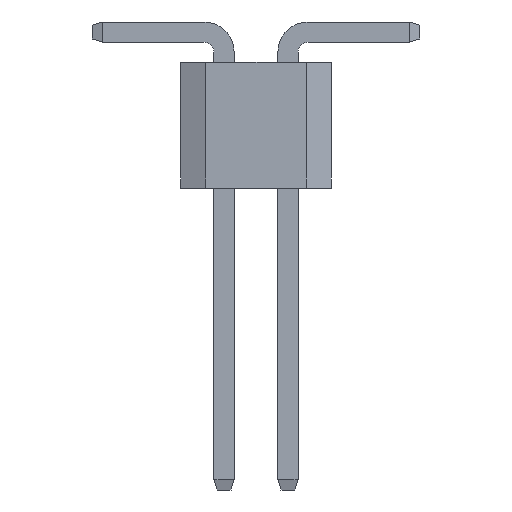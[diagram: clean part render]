
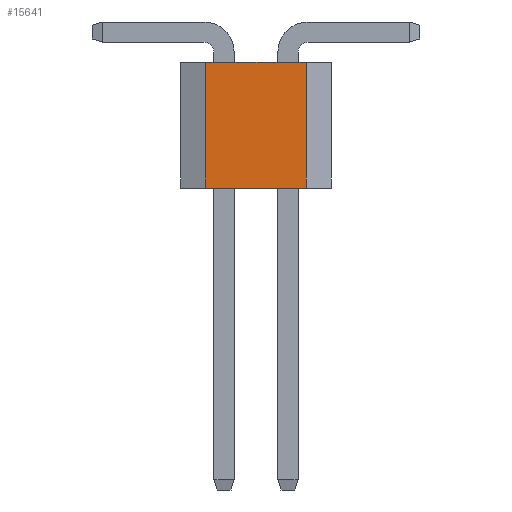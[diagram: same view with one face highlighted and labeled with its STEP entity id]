
A CAD part, left-side view. The second image highlights one B-rep face of the part: STEP entity #15641.
In plain terms, the highlighted planar face has unit normal (-1, 0, 0).
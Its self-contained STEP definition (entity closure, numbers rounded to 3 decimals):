
#255=FACE_OUTER_BOUND('',#1161,.T.);
#1161=EDGE_LOOP('',(#10211,#10212,#10213,#10214));
#2127=LINE('',#21805,#4299);
#2128=LINE('',#21807,#4300);
#2129=LINE('',#21809,#4301);
#2130=LINE('',#21810,#4302);
#4299=VECTOR('',#17579,2.);
#4300=VECTOR('',#17580,2.5);
#4301=VECTOR('',#17581,2.);
#4302=VECTOR('',#17582,2.5);
#6471=VERTEX_POINT('',#21803);
#6472=VERTEX_POINT('',#21804);
#6473=VERTEX_POINT('',#21806);
#6474=VERTEX_POINT('',#21808);
#7919=EDGE_CURVE('',#6471,#6472,#2127,.T.);
#7920=EDGE_CURVE('',#6473,#6471,#2128,.T.);
#7921=EDGE_CURVE('',#6474,#6473,#2129,.T.);
#7922=EDGE_CURVE('',#6472,#6474,#2130,.T.);
#10211=ORIENTED_EDGE('',*,*,#7919,.F.);
#10212=ORIENTED_EDGE('',*,*,#7920,.F.);
#10213=ORIENTED_EDGE('',*,*,#7921,.F.);
#10214=ORIENTED_EDGE('',*,*,#7922,.F.);
#14795=PLANE('',#16549);
#15641=ADVANCED_FACE('',(#255),#14795,.F.);
#16549=AXIS2_PLACEMENT_3D('',#21802,#17577,#17578);
#17577=DIRECTION('center_axis',(1.,0.,0.));
#17578=DIRECTION('ref_axis',(0.,-1.,0.));
#17579=DIRECTION('',(0.,1.,0.));
#17580=DIRECTION('',(0.,0.,-1.));
#17581=DIRECTION('',(0.,-1.,0.));
#17582=DIRECTION('',(0.,0.,1.));
#21802=CARTESIAN_POINT('Origin',(-37.157,19.226,7.049));
#21803=CARTESIAN_POINT('',(-37.157,14.101,7.049));
#21804=CARTESIAN_POINT('',(-37.157,16.101,7.049));
#21805=CARTESIAN_POINT('',(-37.157,17.164,7.049));
#21806=CARTESIAN_POINT('',(-37.157,14.101,9.549));
#21807=CARTESIAN_POINT('',(-37.157,14.101,8.299));
#21808=CARTESIAN_POINT('',(-37.157,16.101,9.549));
#21809=CARTESIAN_POINT('',(-37.157,17.164,9.549));
#21810=CARTESIAN_POINT('',(-37.157,16.101,8.299));
